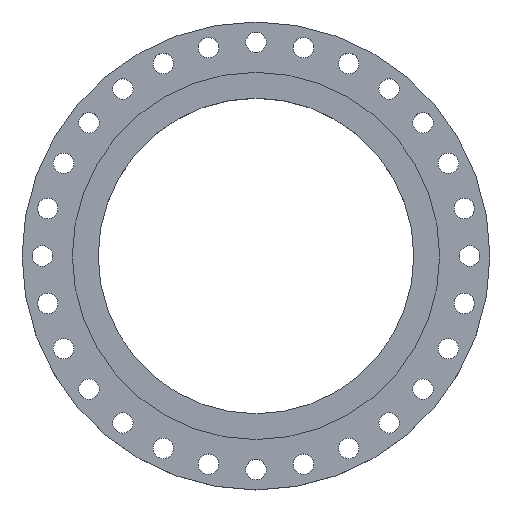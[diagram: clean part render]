
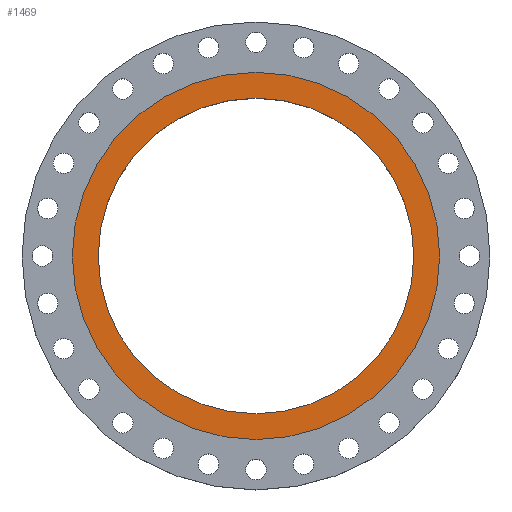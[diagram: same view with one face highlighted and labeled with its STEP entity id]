
A CAD part, top view. The second image highlights one B-rep face of the part: STEP entity #1469.
In plain terms, the highlighted planar face has unit normal (0, 0, 1).
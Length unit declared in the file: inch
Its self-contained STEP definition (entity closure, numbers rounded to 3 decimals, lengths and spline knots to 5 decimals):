
#20 = DIRECTION ( 'NONE',  ( 0., 0., 1. ) ) ;
#69 = CIRCLE ( 'NONE', #1528, 14.5 ) ;
#147 = CIRCLE ( 'NONE', #236, 16.875 ) ;
#149 = DIRECTION ( 'NONE',  ( 0., 0., 1. ) ) ;
#162 = AXIS2_PLACEMENT_3D ( 'NONE', #2299, #149, #1507 ) ;
#166 = ORIENTED_EDGE ( 'NONE', *, *, #274, .T. ) ;
#236 = AXIS2_PLACEMENT_3D ( 'NONE', #2071, #1027, #672 ) ;
#274 = EDGE_CURVE ( 'NONE', #1635, #1504, #147, .T. ) ;
#379 = FACE_OUTER_BOUND ( 'NONE', #1484, .T. ) ;
#432 = DIRECTION ( 'NONE',  ( -1., 0., 0. ) ) ;
#464 = ORIENTED_EDGE ( 'NONE', *, *, #691, .F. ) ;
#547 = CIRCLE ( 'NONE', #162, 16.875 ) ;
#603 = DIRECTION ( 'NONE',  ( 0., 0., 1. ) ) ;
#658 = AXIS2_PLACEMENT_3D ( 'NONE', #2378, #603, #2047 ) ;
#672 = DIRECTION ( 'NONE',  ( 1., 0., 0. ) ) ;
#678 = CARTESIAN_POINT ( 'NONE',  ( -14.5, 0., 0. ) ) ;
#691 = EDGE_CURVE ( 'NONE', #1741, #1124, #2235, .T. ) ;
#1005 = EDGE_CURVE ( 'NONE', #1124, #1741, #69, .T. ) ;
#1007 = PLANE ( 'NONE',  #1038 ) ;
#1027 = DIRECTION ( 'NONE',  ( 0., 0., 1. ) ) ;
#1038 = AXIS2_PLACEMENT_3D ( 'NONE', #1215, #1574, #432 ) ;
#1124 = VERTEX_POINT ( 'NONE', #678 ) ;
#1139 = ORIENTED_EDGE ( 'NONE', *, *, #1005, .F. ) ;
#1151 = CARTESIAN_POINT ( 'NONE',  ( 14.5, 0., 0. ) ) ;
#1182 = DIRECTION ( 'NONE',  ( 1., 0., 0. ) ) ;
#1215 = CARTESIAN_POINT ( 'NONE',  ( 0., 14.5, 0. ) ) ;
#1469 = ADVANCED_FACE ( 'NONE', ( #2355, #379 ), #1007, .F. ) ;
#1484 = EDGE_LOOP ( 'NONE', ( #2423, #166 ) ) ;
#1504 = VERTEX_POINT ( 'NONE', #1978 ) ;
#1507 = DIRECTION ( 'NONE',  ( 1., 0., 0. ) ) ;
#1528 = AXIS2_PLACEMENT_3D ( 'NONE', #1824, #20, #1182 ) ;
#1574 = DIRECTION ( 'NONE',  ( 0., 0., -1. ) ) ;
#1635 = VERTEX_POINT ( 'NONE', #1903 ) ;
#1741 = VERTEX_POINT ( 'NONE', #1151 ) ;
#1820 = EDGE_LOOP ( 'NONE', ( #464, #1139 ) ) ;
#1824 = CARTESIAN_POINT ( 'NONE',  ( 0., 0., 0. ) ) ;
#1903 = CARTESIAN_POINT ( 'NONE',  ( -16.875, 0., 0. ) ) ;
#1978 = CARTESIAN_POINT ( 'NONE',  ( 16.875, 0., 0. ) ) ;
#2047 = DIRECTION ( 'NONE',  ( 1., 0., 0. ) ) ;
#2071 = CARTESIAN_POINT ( 'NONE',  ( 0., 0., 0. ) ) ;
#2235 = CIRCLE ( 'NONE', #658, 14.5 ) ;
#2299 = CARTESIAN_POINT ( 'NONE',  ( 0., 0., 0. ) ) ;
#2355 = FACE_BOUND ( 'NONE', #1820, .T. ) ;
#2378 = CARTESIAN_POINT ( 'NONE',  ( 0., 0., 0. ) ) ;
#2386 = EDGE_CURVE ( 'NONE', #1504, #1635, #547, .T. ) ;
#2423 = ORIENTED_EDGE ( 'NONE', *, *, #2386, .T. ) ;
